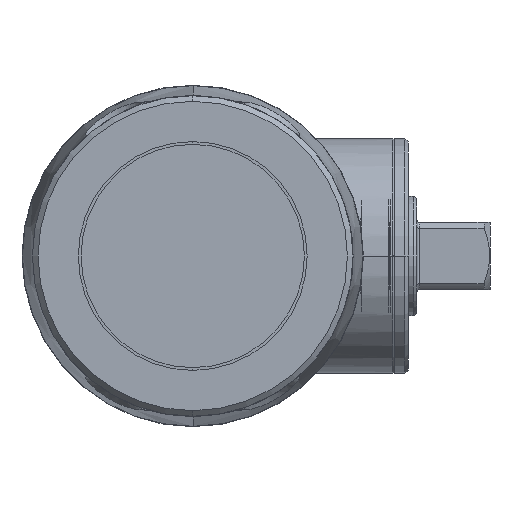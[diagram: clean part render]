
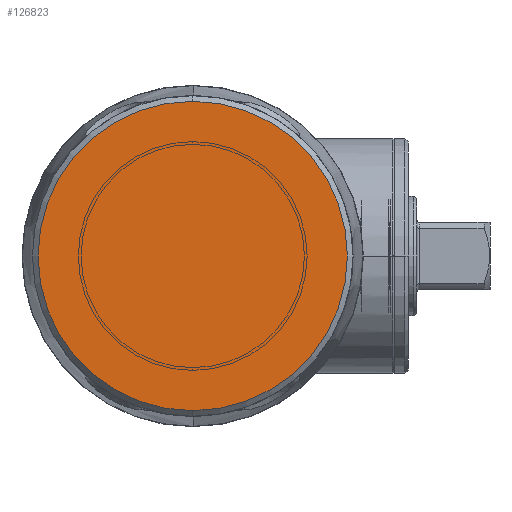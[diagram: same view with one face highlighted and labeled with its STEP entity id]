
A CAD part, left-side view. The second image highlights one B-rep face of the part: STEP entity #126823.
In plain terms, the highlighted planar face has unit normal (-1, 0, 0).
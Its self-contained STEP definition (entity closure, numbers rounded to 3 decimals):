
#25796=CARTESIAN_POINT('',(-53.472,0.,0.));
#25797=DIRECTION('',(-1.,0.,0.));
#25798=DIRECTION('',(0.,0.,-1.));
#25799=AXIS2_PLACEMENT_3D('',#25796,#25797,#25798);
#25810=CARTESIAN_POINT('',(-53.472,0.,0.));
#25811=DIRECTION('',(1.,0.,0.));
#25812=DIRECTION('',(0.,0.,-1.));
#25813=AXIS2_PLACEMENT_3D('',#25810,#25811,#25812);
#113215=CARTESIAN_POINT('',(-53.472,0.,-21.975));
#113216=CARTESIAN_POINT('',(-53.472,0.,21.975));
#113217=VERTEX_POINT('',#113215);
#113218=VERTEX_POINT('',#113216);
#126814=CARTESIAN_POINT('',(-53.472,0.,0.));
#126815=DIRECTION('',(-1.,0.,0.));
#126816=DIRECTION('',(0.,0.,1.));
#126817=AXIS2_PLACEMENT_3D('',#126814,#126815,#126816);
#126818=PLANE('',#126817);
#126819=ORIENTED_EDGE('',*,*,#126794,.F.);
#126820=ORIENTED_EDGE('',*,*,#126808,.T.);
#126821=EDGE_LOOP('',(#126819,#126820));
#126822=FACE_OUTER_BOUND('',#126821,.F.);
#126823=ADVANCED_FACE('',(#126822),#126818,.T.);
#25800=CIRCLE('',#25799,21.975);
#25814=CIRCLE('',#25813,21.975);
#126794=EDGE_CURVE('',#113217,#113218,#25800,.T.);
#126808=EDGE_CURVE('',#113217,#113218,#25814,.T.);
